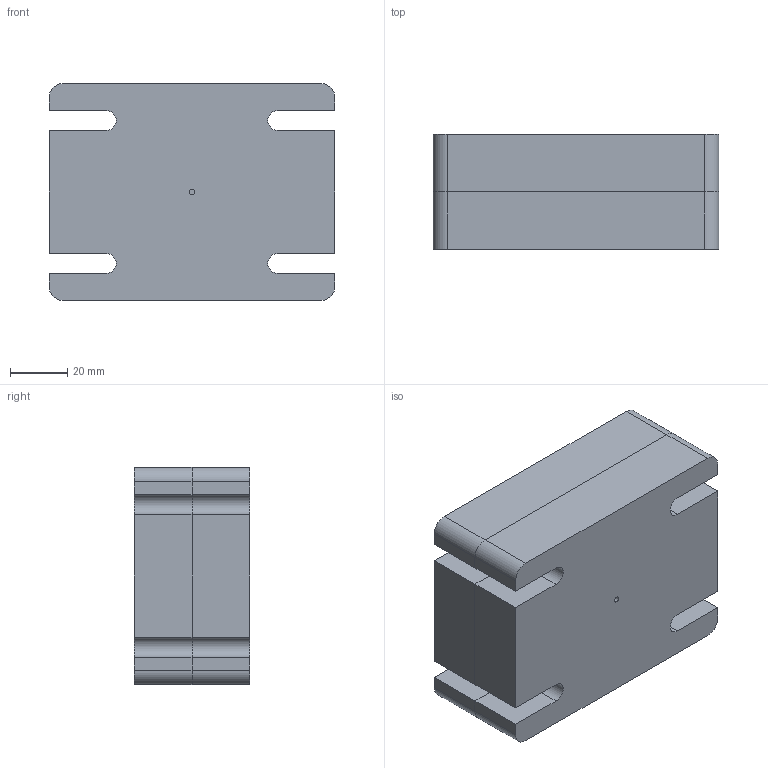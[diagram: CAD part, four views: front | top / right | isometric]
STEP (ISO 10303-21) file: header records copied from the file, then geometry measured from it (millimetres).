
FILE_DESCRIPTION(/* description */ (''),/* implementation_level */ '2;1');
FILE_NAME(/* name */ 'Mould Frame v5.step',/* time_stamp */ '2025-08-18T18:06:31+02:00',/* author */ (''),/* organization */ (''),/* preprocessor_version */ 'ST-DEVELOPER v20.1',/* originating_system */ 'Autodesk Translation Framework v14.10.0.0',/* authorisation */ '');
FILE_SCHEMA (('AUTOMOTIVE_DESIGN { 1 0 10303 214 3 1 1 }'));
Length unit declared in the file: millimetre
Products named in the file (1): Mould Frame
Bounding box: 100 x 40.25 x 76 mm (x, y, z)
Volume: 278840.4 mm3; surface area: 52421.5 mm2
Topology: 3 solids, 3 shells, 115 faces, 272 edges, 165 vertices
Faces by surface type: plane 52, cylinder 46, sphere 16, cone 1
Full cylindrical faces by diameter (mm): 2 x1, 5 x1
Entity records: 3313 total; most frequent: DIRECTION 597, CARTESIAN_POINT 553, ORIENTED_EDGE 544, EDGE_CURVE 272, AXIS2_PLACEMENT_3D 209, LINE 179, VECTOR 179, VERTEX_POINT 165
